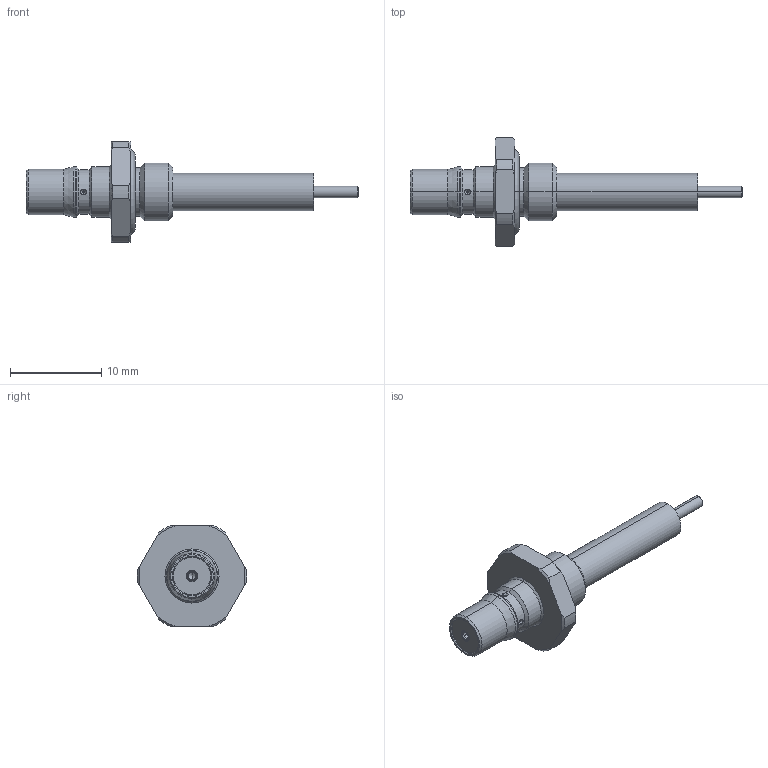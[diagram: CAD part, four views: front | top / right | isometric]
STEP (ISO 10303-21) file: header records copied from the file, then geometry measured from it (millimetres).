
FILE_DESCRIPTION (( 'STEP AP203' ), '1' );
FILE_NAME ('R123.555.080.STEP', '2012-05-04T05:52:52', ( 'user' ), ( '' ), 'SwSTEP 2.0', 'SolidWorks 2011', '' );
FILE_SCHEMA (( 'CONFIG_CONTROL_DESIGN' ));
Length unit declared in the file: millimetre
Products named in the file (1): R123.555.080
Bounding box: 36.3 x 11.99 x 11 mm (x, y, z)
Volume: 741.6 mm3; surface area: 1166.2 mm2
Topology: 1 solids, 2 shells, 149 faces, 343 edges, 209 vertices
Faces by surface type: cone 50, cylinder 42, plane 33, torus 24
Entity records: 4431 total; most frequent: CARTESIAN_POINT 956, DIRECTION 762, ORIENTED_EDGE 682, EDGE_CURVE 341, AXIS2_PLACEMENT_3D 331, VERTEX_POINT 209, CIRCLE 181, EDGE_LOOP 164
